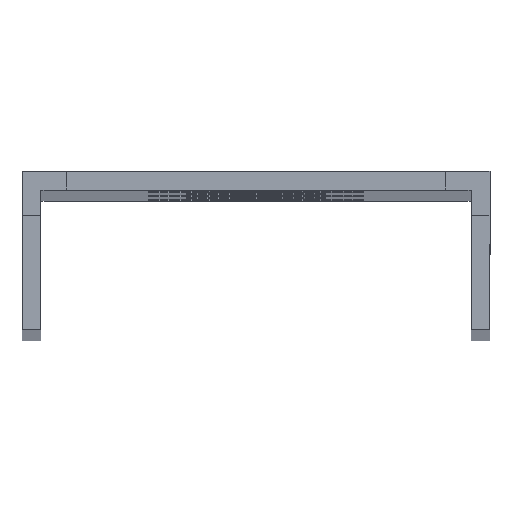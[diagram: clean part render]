
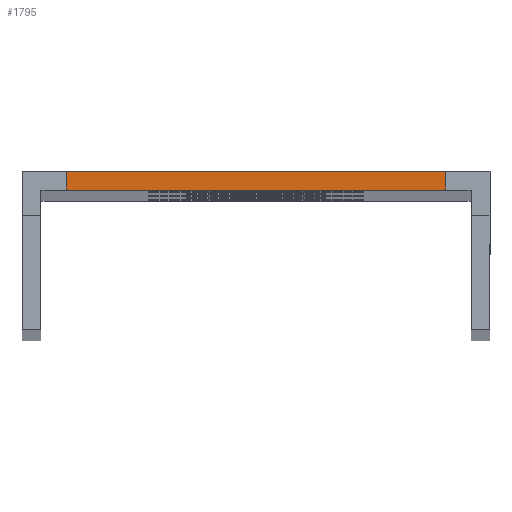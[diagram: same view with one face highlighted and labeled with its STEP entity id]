
A CAD part, top view. The second image highlights one B-rep face of the part: STEP entity #1795.
In plain terms, the highlighted planar face has unit normal (0, 0, 1).
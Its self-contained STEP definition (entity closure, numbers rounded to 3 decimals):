
#158=FACE_OUTER_BOUND('',#261,.T.);
#261=EDGE_LOOP('',(#1262,#1263,#1264,#1265));
#367=LINE('',#2570,#551);
#420=LINE('',#2743,#604);
#428=LINE('',#2758,#612);
#429=LINE('',#2760,#613);
#551=VECTOR('',#2067,10.);
#604=VECTOR('',#2196,10.);
#612=VECTOR('',#2208,10.);
#613=VECTOR('',#2211,10.);
#734=VERTEX_POINT('',#2567);
#735=VERTEX_POINT('',#2569);
#815=VERTEX_POINT('',#2737);
#822=VERTEX_POINT('',#2756);
#903=EDGE_CURVE('',#735,#734,#367,.T.);
#990=EDGE_CURVE('',#815,#735,#420,.T.);
#998=EDGE_CURVE('',#734,#822,#428,.T.);
#999=EDGE_CURVE('',#815,#822,#429,.T.);
#1262=ORIENTED_EDGE('',*,*,#998,.T.);
#1263=ORIENTED_EDGE('',*,*,#999,.F.);
#1264=ORIENTED_EDGE('',*,*,#990,.T.);
#1265=ORIENTED_EDGE('',*,*,#903,.T.);
#1656=PLANE('',#1938);
#1795=ADVANCED_FACE('',(#158),#1656,.T.);
#1938=AXIS2_PLACEMENT_3D('',#2759,#2209,#2210);
#2067=DIRECTION('',(-1.,0.,0.));
#2196=DIRECTION('',(0.,1.,0.));
#2208=DIRECTION('',(0.,-1.,0.));
#2209=DIRECTION('center_axis',(0.,0.,
1.));
#2210=DIRECTION('ref_axis',(1.,0.,0.));
#2211=DIRECTION('',(-1.,0.,0.));
#2567=CARTESIAN_POINT('',(-43.201,1.5,0.));
#2569=CARTESIAN_POINT('',(-13.199,1.5,0.));
#2570=CARTESIAN_POINT('',(0.,1.5,0.));
#2737=CARTESIAN_POINT('',(-13.199,0.,0.));
#2743=CARTESIAN_POINT('',(-13.199,0.75,0.));
#2756=CARTESIAN_POINT('',(-43.201,0.,0.));
#2758=CARTESIAN_POINT('',(-43.201,0.75,0.));
#2759=CARTESIAN_POINT('Origin',(-6.949,-2.,0.));
#2760=CARTESIAN_POINT('',(0.,0.,0.));
